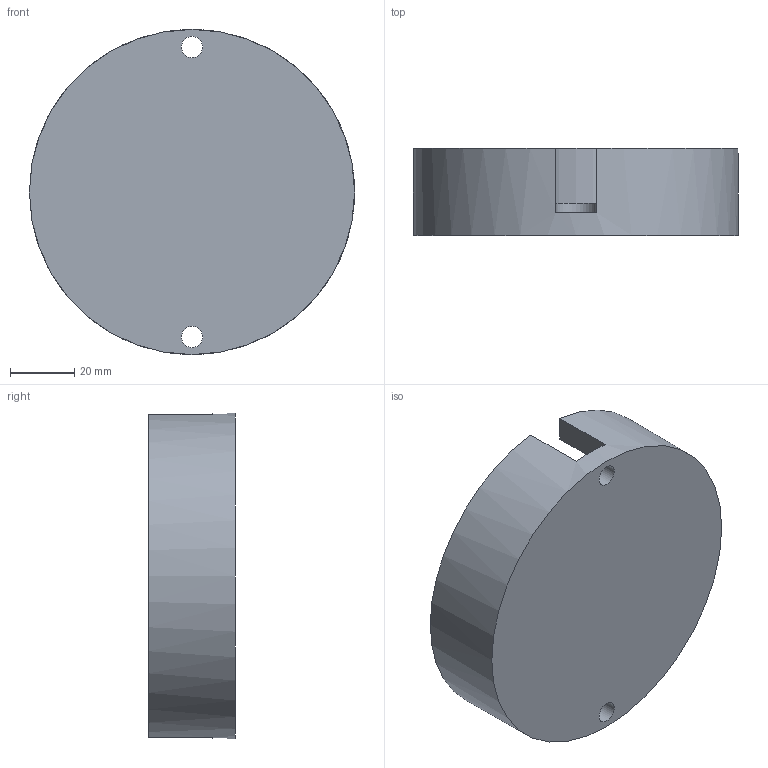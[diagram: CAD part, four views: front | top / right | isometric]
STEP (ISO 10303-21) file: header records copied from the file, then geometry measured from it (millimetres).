
FILE_DESCRIPTION(/* description */ (''),/* implementation_level */ '2;1');
FILE_NAME(/* name */ 'Transformer_half_in_groove v10.step',/* time_stamp */ '2021-02-22T13:03:44-08:00',/* author */ (''),/* organization */ (''),/* preprocessor_version */ 'ST-DEVELOPER v18.1',/* originating_system */ 'Autodesk Translation Framework v9.7.1.1290',/* authorisation */ '');
FILE_SCHEMA (('AUTOMOTIVE_DESIGN { 1 0 10303 214 3 1 1 }'));
Length unit declared in the file: millimetre
Products named in the file (1): Transformer_half_in_groove
Bounding box: 101 x 27 x 101 mm (x, y, z)
Volume: 162153.1 mm3; surface area: 32316.3 mm2
Topology: 1 solids, 1 shells, 19 faces, 46 edges, 30 vertices
Faces by surface type: plane 11, cylinder 8
Full cylindrical faces by diameter (mm): 6.6 x2, 60 x1, 101 x1
Entity records: 605 total; most frequent: DIRECTION 106, CARTESIAN_POINT 96, ORIENTED_EDGE 92, EDGE_CURVE 46, AXIS2_PLACEMENT_3D 40, VERTEX_POINT 30, LINE 26, VECTOR 26
